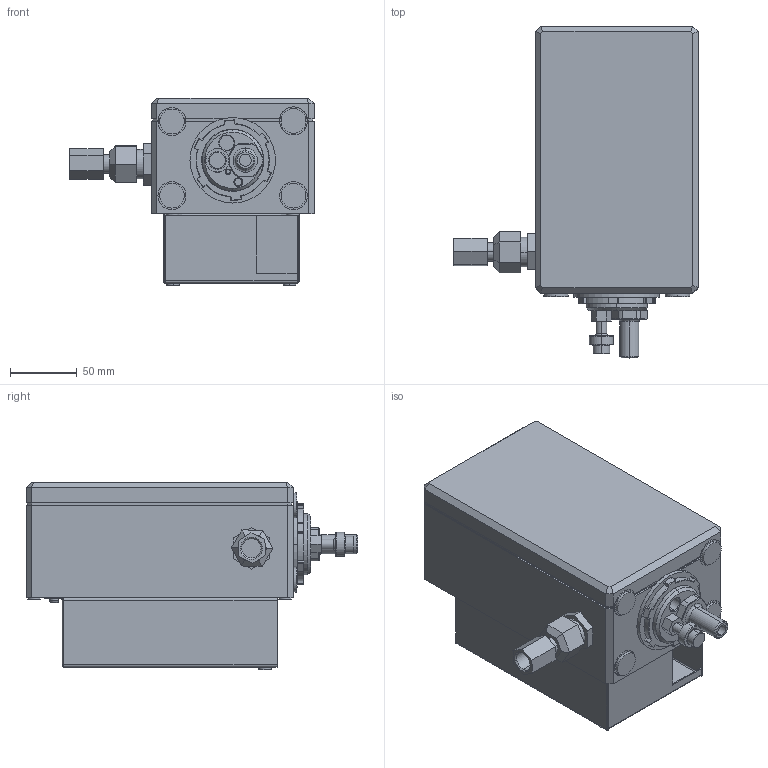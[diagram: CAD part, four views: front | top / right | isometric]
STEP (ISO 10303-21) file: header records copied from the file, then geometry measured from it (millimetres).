
FILE_DESCRIPTION (( 'STEP AP214' ), '1' );
FILE_NAME ('7035BSP assime condizionatore x quadri.STEP', '2013-02-03T21:30:55', ( 'PC' ), ( '' ), 'SwSTEP 2.0', 'SolidWorks 2012', '' );
FILE_SCHEMA (( 'AUTOMOTIVE_DESIGN' ));
Length unit declared in the file: millimetre
Products named in the file (5): ghiera; guarnizione; contenitore inox; contenitore base; 7035BSP assime condizionatore x quadri
Assembly tree (4 placements, depth 2):
  7035BSP assime condizionatore x quadri
    contenitore base
    contenitore inox
    guarnizione
    ghiera
Bounding box: 183 x 248.5 x 140.5 mm (x, y, z)
Volume: 2196148.9 mm3; surface area: 240812.1 mm2
Topology: 4 solids, 4 shells, 476 faces, 1119 edges, 688 vertices
Faces by surface type: plane 266, cylinder 151, torus 41, cone 18
Entity records: 14808 total; most frequent: DIRECTION 2452, CARTESIAN_POINT 2416, ORIENTED_EDGE 2238, EDGE_CURVE 1119, AXIS2_PLACEMENT_3D 876, LINE 700, VECTOR 700, VERTEX_POINT 688
